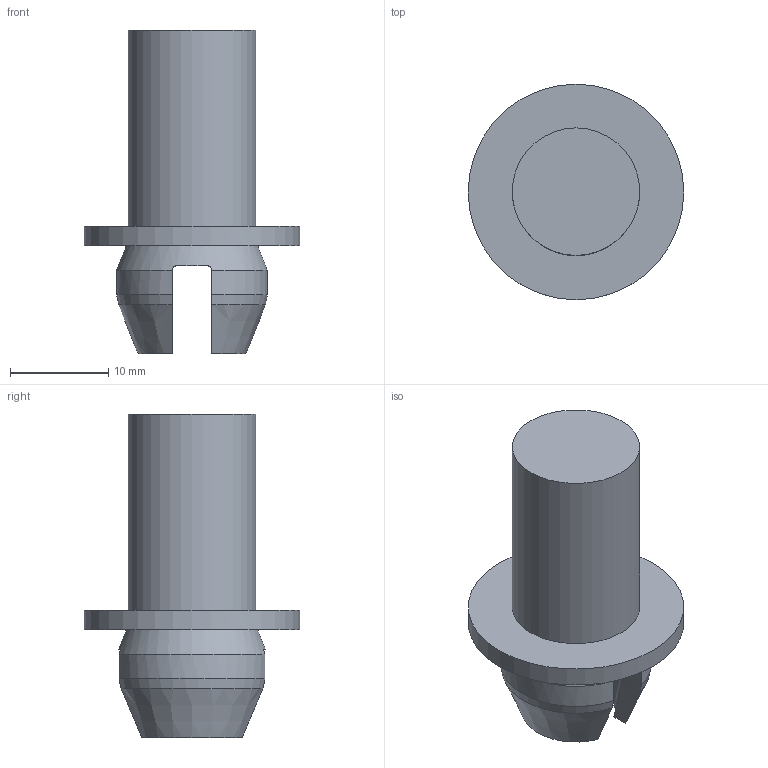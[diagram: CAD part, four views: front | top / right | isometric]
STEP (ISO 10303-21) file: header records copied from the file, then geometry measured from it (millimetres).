
FILE_DESCRIPTION(/* description */ (''),/* implementation_level */ '2;1');
FILE_NAME(/* name */ 'Skoda Fabia Trunk Knob v5.step',/* time_stamp */ '2024-02-05T19:36:06+01:00',/* author */ (''),/* organization */ (''),/* preprocessor_version */ 'ST-DEVELOPER v20',/* originating_system */ 'Autodesk Translation Framework v12.14.0.127',/* authorisation */ '');
FILE_SCHEMA (('AUTOMOTIVE_DESIGN { 1 0 10303 214 3 1 1 }'));
Length unit declared in the file: millimetre
Products named in the file (1): Skoda Fabia Trunk Knob
Bounding box: 22 x 22 x 33 mm (x, y, z)
Volume: 4359.1 mm3; surface area: 2847.5 mm2
Topology: 4 solids, 4 shells, 38 faces, 79 edges, 50 vertices
Faces by surface type: plane 21, cylinder 8, cone 7, torus 2
Full cylindrical faces by diameter (mm): 13 x1, 22 x1
Entity records: 1089 total; most frequent: CARTESIAN_POINT 272, DIRECTION 165, ORIENTED_EDGE 158, EDGE_CURVE 79, AXIS2_PLACEMENT_3D 67, VERTEX_POINT 50, EDGE_LOOP 39, FACE_OUTER_BOUND 38
